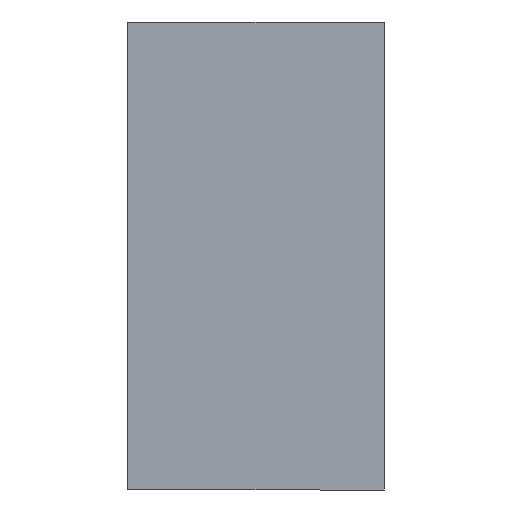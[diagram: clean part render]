
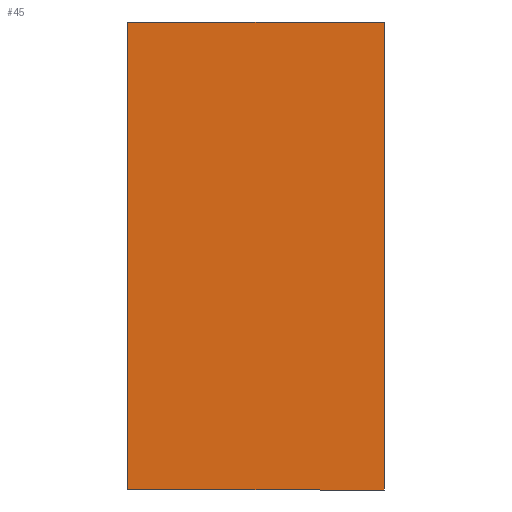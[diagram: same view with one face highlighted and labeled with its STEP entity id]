
A CAD part, front view. The second image highlights one B-rep face of the part: STEP entity #45.
In plain terms, the highlighted planar face has unit normal (0, -1, 0).
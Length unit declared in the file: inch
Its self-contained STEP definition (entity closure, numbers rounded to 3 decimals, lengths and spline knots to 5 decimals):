
#11 = VECTOR ( 'NONE', #172, 39.37008 ) ;
#13 = DIRECTION ( 'NONE',  ( 0., 0., -1. ) ) ;
#17 = CARTESIAN_POINT ( 'NONE',  ( 0.45276, 0., 0.82677 ) ) ;
#21 = VERTEX_POINT ( 'NONE', #50 ) ;
#35 = CARTESIAN_POINT ( 'NONE',  ( -0.45276, 0., -0.82677 ) ) ;
#45 = ADVANCED_FACE ( 'NONE', ( #55 ), #111, .T. ) ;
#50 = CARTESIAN_POINT ( 'NONE',  ( -0.45276, 0., 0.82677 ) ) ;
#55 = FACE_OUTER_BOUND ( 'NONE', #158, .T. ) ;
#57 = DIRECTION ( 'NONE',  ( 0., -1., 0. ) ) ;
#64 = VERTEX_POINT ( 'NONE', #35 ) ;
#65 = AXIS2_PLACEMENT_3D ( 'NONE', #130, #57, #78 ) ;
#72 = LINE ( 'NONE', #140, #11 ) ;
#74 = VECTOR ( 'NONE', #13, 39.37008 ) ;
#76 = EDGE_CURVE ( 'NONE', #21, #210, #177, .T. ) ;
#78 = DIRECTION ( 'NONE',  ( 0., 0., -1. ) ) ;
#85 = ORIENTED_EDGE ( 'NONE', *, *, #224, .F. ) ;
#89 = CARTESIAN_POINT ( 'NONE',  ( 0.45276, 0., -0.82677 ) ) ;
#95 = DIRECTION ( 'NONE',  ( 1., 0., 0. ) ) ;
#98 = VERTEX_POINT ( 'NONE', #235 ) ;
#99 = ORIENTED_EDGE ( 'NONE', *, *, #76, .F. ) ;
#106 = LINE ( 'NONE', #122, #218 ) ;
#110 = CARTESIAN_POINT ( 'NONE',  ( 0.45276, 0., 0.82677 ) ) ;
#111 = PLANE ( 'NONE',  #65 ) ;
#122 = CARTESIAN_POINT ( 'NONE',  ( 0.45276, 0., -0.82677 ) ) ;
#130 = CARTESIAN_POINT ( 'NONE',  ( 0., 0., 0. ) ) ;
#140 = CARTESIAN_POINT ( 'NONE',  ( -0.45276, 0., -0.82677 ) ) ;
#158 = EDGE_LOOP ( 'NONE', ( #182, #85, #219, #99 ) ) ;
#172 = DIRECTION ( 'NONE',  ( 0., 0., 1. ) ) ;
#174 = LINE ( 'NONE', #89, #74 ) ;
#175 = DIRECTION ( 'NONE',  ( -1., 0., 0. ) ) ;
#177 = LINE ( 'NONE', #17, #191 ) ;
#182 = ORIENTED_EDGE ( 'NONE', *, *, #222, .F. ) ;
#191 = VECTOR ( 'NONE', #95, 39.37008 ) ;
#210 = VERTEX_POINT ( 'NONE', #110 ) ;
#218 = VECTOR ( 'NONE', #175, 39.37008 ) ;
#219 = ORIENTED_EDGE ( 'NONE', *, *, #236, .F. ) ;
#222 = EDGE_CURVE ( 'NONE', #64, #21, #72, .T. ) ;
#224 = EDGE_CURVE ( 'NONE', #98, #64, #106, .T. ) ;
#235 = CARTESIAN_POINT ( 'NONE',  ( 0.45276, 0., -0.82677 ) ) ;
#236 = EDGE_CURVE ( 'NONE', #210, #98, #174, .T. ) ;
